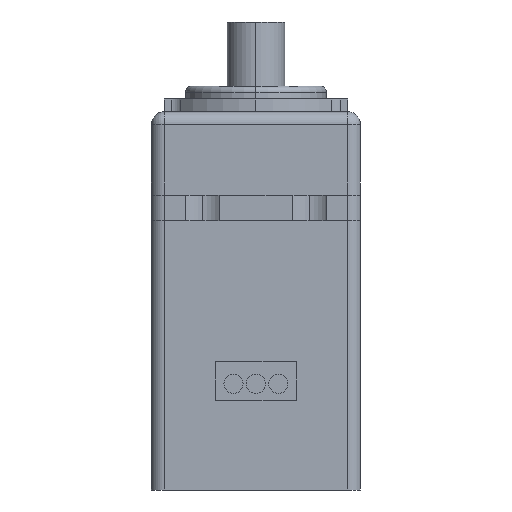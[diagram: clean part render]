
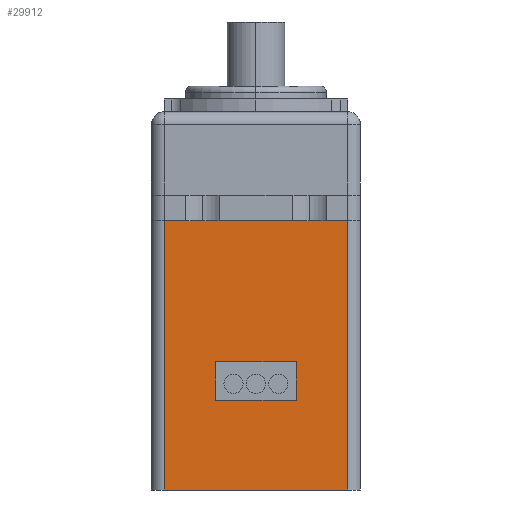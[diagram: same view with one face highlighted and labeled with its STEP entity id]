
A CAD part, left-side view. The second image highlights one B-rep face of the part: STEP entity #29912.
In plain terms, the highlighted planar face has unit normal (-1, 0, 0).
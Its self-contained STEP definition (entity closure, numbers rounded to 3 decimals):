
#391 = EDGE_CURVE ( 'NONE', #31269, #17571, #24761, .T. ) ;
#1171 = ORIENTED_EDGE ( 'NONE', *, *, #9076, .F. ) ;
#1229 = LINE ( 'NONE', #15385, #14487 ) ;
#1508 = LINE ( 'NONE', #14048, #10171 ) ;
#1661 = VECTOR ( 'NONE', #8586, 1000. ) ;
#1923 = VECTOR ( 'NONE', #9802, 1000. ) ;
#3416 = EDGE_CURVE ( 'NONE', #17571, #37571, #1229, .T. ) ;
#4188 = ORIENTED_EDGE ( 'NONE', *, *, #7959, .T. ) ;
#6056 = DIRECTION ( 'NONE',  ( 1., 0., 0. ) ) ;
#6396 = DIRECTION ( 'NONE',  ( 0., 1., 0. ) ) ;
#6435 = VECTOR ( 'NONE', #7131, 1000. ) ;
#7131 = DIRECTION ( 'NONE',  ( 0., 1., 0. ) ) ;
#7548 = LINE ( 'NONE', #29501, #1661 ) ;
#7572 = CARTESIAN_POINT ( 'NONE',  ( 0., 11.3, 10. ) ) ;
#7959 = EDGE_CURVE ( 'NONE', #27253, #22224, #26548, .T. ) ;
#8586 = DIRECTION ( 'NONE',  ( 0., 0., 1. ) ) ;
#9002 = VERTEX_POINT ( 'NONE', #17422 ) ;
#9076 = EDGE_CURVE ( 'NONE', #37571, #23349, #23345, .T. ) ;
#9171 = CARTESIAN_POINT ( 'NONE',  ( 0., 1., 0. ) ) ;
#9802 = DIRECTION ( 'NONE',  ( 0., -1., 0. ) ) ;
#10062 = CARTESIAN_POINT ( 'NONE',  ( 0., 0., 0. ) ) ;
#10171 = VECTOR ( 'NONE', #19667, 1000. ) ;
#11599 = AXIS2_PLACEMENT_3D ( 'NONE', #14762, #6056, #14888 ) ;
#11963 = CARTESIAN_POINT ( 'NONE',  ( 0., 5., 10. ) ) ;
#14048 = CARTESIAN_POINT ( 'NONE',  ( 0., 15.3, 29.5 ) ) ;
#14487 = VECTOR ( 'NONE', #15510, 1000. ) ;
#14638 = PLANE ( 'NONE',  #11599 ) ;
#14724 = VERTEX_POINT ( 'NONE', #9171 ) ;
#14762 = CARTESIAN_POINT ( 'NONE',  ( 0., 0., 29.5 ) ) ;
#14888 = DIRECTION ( 'NONE',  ( 0., 1., 0. ) ) ;
#15385 = CARTESIAN_POINT ( 'NONE',  ( 0., 5., 7. ) ) ;
#15510 = DIRECTION ( 'NONE',  ( 0., 0., 1. ) ) ;
#15675 = VECTOR ( 'NONE', #30455, 1000. ) ;
#15721 = CARTESIAN_POINT ( 'NONE',  ( 0., 11.3, 10. ) ) ;
#17422 = CARTESIAN_POINT ( 'NONE',  ( 0., 15.3, 0. ) ) ;
#17528 = LINE ( 'NONE', #10062, #15675 ) ;
#17571 = VERTEX_POINT ( 'NONE', #26552 ) ;
#17698 = CARTESIAN_POINT ( 'NONE',  ( 0., 15.3, 21. ) ) ;
#17801 = CARTESIAN_POINT ( 'NONE',  ( 0., 0., 21. ) ) ;
#17962 = LINE ( 'NONE', #24472, #29769 ) ;
#18507 = DIRECTION ( 'NONE',  ( 0., 0., -1. ) ) ;
#19116 = CARTESIAN_POINT ( 'NONE',  ( 0., 11.3, 7. ) ) ;
#19667 = DIRECTION ( 'NONE',  ( 0., 0., -1. ) ) ;
#21547 = VECTOR ( 'NONE', #6396, 1000. ) ;
#21682 = EDGE_LOOP ( 'NONE', ( #34646, #29843, #1171, #37392 ) ) ;
#22224 = VERTEX_POINT ( 'NONE', #17698 ) ;
#22641 = EDGE_LOOP ( 'NONE', ( #27107, #24041, #4188, #29748 ) ) ;
#23345 = LINE ( 'NONE', #15721, #6435 ) ;
#23349 = VERTEX_POINT ( 'NONE', #7572 ) ;
#24041 = ORIENTED_EDGE ( 'NONE', *, *, #32959, .T. ) ;
#24472 = CARTESIAN_POINT ( 'NONE',  ( 0., 11.3, 7. ) ) ;
#24761 = LINE ( 'NONE', #32898, #1923 ) ;
#26548 = LINE ( 'NONE', #17801, #21547 ) ;
#26552 = CARTESIAN_POINT ( 'NONE',  ( 0., 5., 7. ) ) ;
#27107 = ORIENTED_EDGE ( 'NONE', *, *, #27269, .T. ) ;
#27253 = VERTEX_POINT ( 'NONE', #30832 ) ;
#27269 = EDGE_CURVE ( 'NONE', #9002, #14724, #17528, .T. ) ;
#29501 = CARTESIAN_POINT ( 'NONE',  ( 0., 1., 29.5 ) ) ;
#29748 = ORIENTED_EDGE ( 'NONE', *, *, #36227, .T. ) ;
#29769 = VECTOR ( 'NONE', #18507, 1000. ) ;
#29843 = ORIENTED_EDGE ( 'NONE', *, *, #36602, .F. ) ;
#29912 = ADVANCED_FACE ( 'NONE', ( #35070, #32796 ), #14638, .F. ) ;
#30455 = DIRECTION ( 'NONE',  ( 0., -1., 0. ) ) ;
#30832 = CARTESIAN_POINT ( 'NONE',  ( 0., 1., 21. ) ) ;
#31269 = VERTEX_POINT ( 'NONE', #19116 ) ;
#32796 = FACE_BOUND ( 'NONE', #21682, .T. ) ;
#32898 = CARTESIAN_POINT ( 'NONE',  ( 0., 11.3, 7. ) ) ;
#32959 = EDGE_CURVE ( 'NONE', #14724, #27253, #7548, .T. ) ;
#34646 = ORIENTED_EDGE ( 'NONE', *, *, #391, .F. ) ;
#35070 = FACE_OUTER_BOUND ( 'NONE', #22641, .T. ) ;
#36227 = EDGE_CURVE ( 'NONE', #22224, #9002, #1508, .T. ) ;
#36602 = EDGE_CURVE ( 'NONE', #23349, #31269, #17962, .T. ) ;
#37392 = ORIENTED_EDGE ( 'NONE', *, *, #3416, .F. ) ;
#37571 = VERTEX_POINT ( 'NONE', #11963 ) ;
